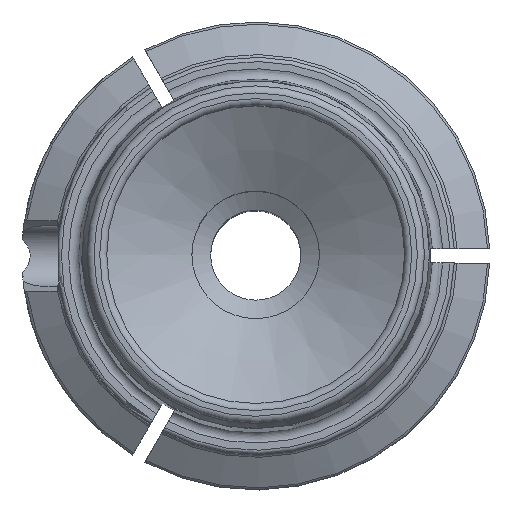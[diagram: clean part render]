
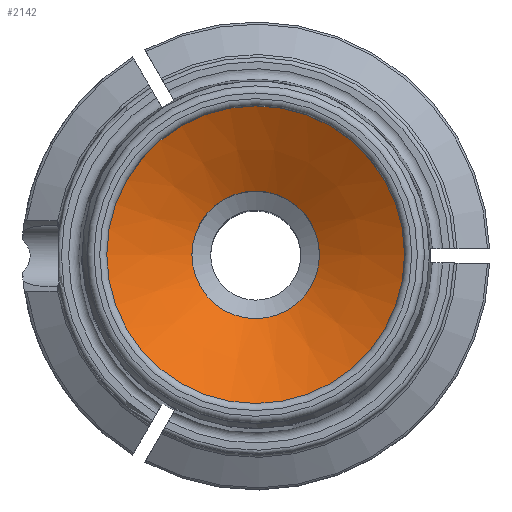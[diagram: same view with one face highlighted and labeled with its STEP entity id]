
A CAD part, top view. The second image highlights one B-rep face of the part: STEP entity #2142.
In plain terms, the highlighted conical face has half-angle 60 degrees and reference radius 10.5 mm.
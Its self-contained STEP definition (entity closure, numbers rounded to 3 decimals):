
#22=CONICAL_SURFACE('',#2267,10.5,1.047);
#104=CIRCLE('',#2242,4.5);
#114=CIRCLE('',#2259,10.5);
#336=ORIENTED_EDGE('',*,*,#778,.F.);
#337=ORIENTED_EDGE('',*,*,#791,.F.);
#778=EDGE_CURVE('',#1009,#1009,#104,.T.);
#791=EDGE_CURVE('',#1022,#1022,#114,.T.);
#1009=VERTEX_POINT('',#3024);
#1022=VERTEX_POINT('',#3066);
#1286=EDGE_LOOP('',(#336));
#1287=EDGE_LOOP('',(#337));
#1398=FACE_BOUND('',#1286,.T.);
#1399=FACE_BOUND('',#1287,.T.);
#2142=ADVANCED_FACE('',(#1398,#1399),#22,.F.);
#2242=AXIS2_PLACEMENT_3D('',#3023,#2492,#2493);
#2259=AXIS2_PLACEMENT_3D('',#3065,#2526,#2527);
#2267=AXIS2_PLACEMENT_3D('',#3078,#2542,#2543);
#2492=DIRECTION('',(0.,0.,1.));
#2493=DIRECTION('',(1.,0.,0.));
#2526=DIRECTION('',(0.,0.,-1.));
#2527=DIRECTION('',(-1.,0.,0.));
#2542=DIRECTION('',(0.,0.,1.));
#2543=DIRECTION('',(-1.,0.,0.));
#3023=CARTESIAN_POINT('',(0.,0.,47.536));
#3024=CARTESIAN_POINT('',(4.5,0.,47.536));
#3065=CARTESIAN_POINT('',(0.,0.,51.));
#3066=CARTESIAN_POINT('',(-10.5,0.,51.));
#3078=CARTESIAN_POINT('',(0.,0.,51.));
